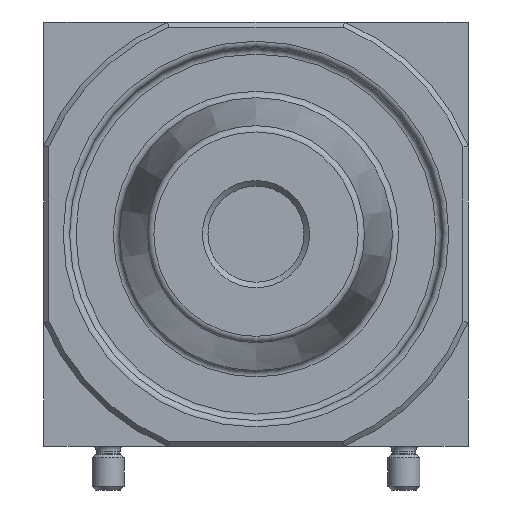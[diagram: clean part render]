
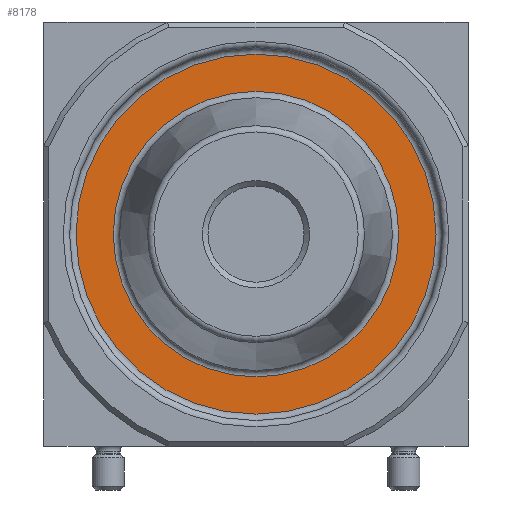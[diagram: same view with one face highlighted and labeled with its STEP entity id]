
A CAD part, front view. The second image highlights one B-rep face of the part: STEP entity #8178.
In plain terms, the highlighted planar face has unit normal (0, -1, 0).
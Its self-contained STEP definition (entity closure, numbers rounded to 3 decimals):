
#1860=ORIENTED_EDGE('',*,*,#3326,.T.);
#1861=ORIENTED_EDGE('',*,*,#3327,.F.);
#3326=EDGE_CURVE('',#4031,#4031,#4430,.T.);
#3327=EDGE_CURVE('',#4032,#4032,#4431,.T.);
#4031=VERTEX_POINT('',#12176);
#4032=VERTEX_POINT('',#12178);
#4430=CIRCLE('',#8810,28.);
#4431=CIRCLE('',#8811,22.21);
#4652=EDGE_LOOP('',(#1860));
#4653=EDGE_LOOP('',(#1861));
#5100=FACE_BOUND('',#4652,.T.);
#5101=FACE_BOUND('',#4653,.T.);
#5477=PLANE('',#8809);
#8178=ADVANCED_FACE('',(#5100,#5101),#5477,.T.);
#8809=AXIS2_PLACEMENT_3D('',#12174,#10123,#10124);
#8810=AXIS2_PLACEMENT_3D('',#12175,#10125,#10126);
#8811=AXIS2_PLACEMENT_3D('',#12177,#10127,#10128);
#10123=DIRECTION('',(0.,-1.,0.));
#10124=DIRECTION('',(0.,0.,-1.));
#10125=DIRECTION('',(0.,-1.,0.));
#10126=DIRECTION('',(0.,0.,-1.));
#10127=DIRECTION('',(0.,-1.,0.));
#10128=DIRECTION('',(1.,0.,0.));
#12174=CARTESIAN_POINT('',(0.,-19.,0.));
#12175=CARTESIAN_POINT('',(0.,-19.,0.));
#12176=CARTESIAN_POINT('',(0.,-19.,-28.));
#12177=CARTESIAN_POINT('',(0.,-19.,0.));
#12178=CARTESIAN_POINT('',(22.21,-19.,0.));
